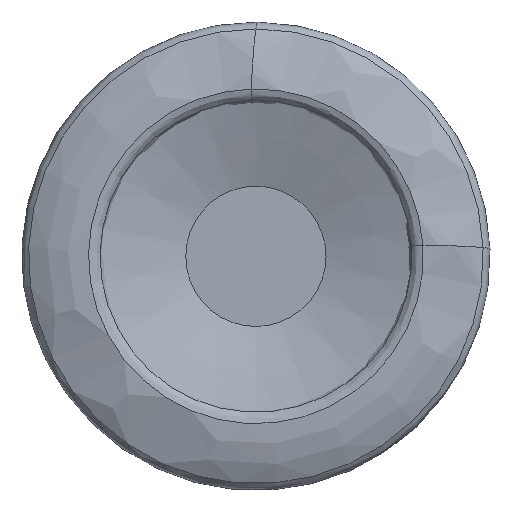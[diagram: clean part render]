
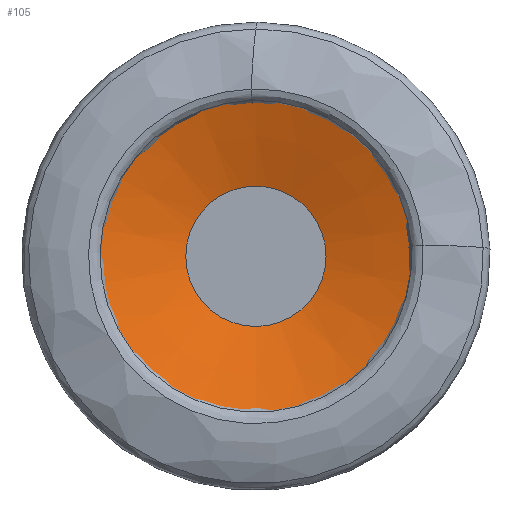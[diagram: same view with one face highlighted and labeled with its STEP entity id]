
A CAD part, left-side view. The second image highlights one B-rep face of the part: STEP entity #105.
In plain terms, the highlighted conical face has half-angle 72 degrees and reference radius 24.006 mm.
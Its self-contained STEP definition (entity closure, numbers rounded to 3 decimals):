
#82=CONICAL_SURFACE('',#395,24.006,72.);
#83=FACE_BOUND('',#154,.T.);
#84=FACE_BOUND('',#155,.T.);
#105=ADVANCED_FACE('',(#83,#84),#82,.F.);
#154=EDGE_LOOP('',(#192));
#155=EDGE_LOOP('',(#193));
#192=ORIENTED_EDGE('',*,*,#304,.F.);
#193=ORIENTED_EDGE('',*,*,#305,.T.);
#277=VERTEX_POINT('',#556);
#278=VERTEX_POINT('',#559);
#304=EDGE_CURVE('',#277,#277,#347,.T.);
#305=EDGE_CURVE('',#278,#278,#348,.T.);
#347=CIRCLE('',#392,9.882);
#348=CIRCLE('',#394,24.006);
#392=AXIS2_PLACEMENT_3D('',#555,#448,#449);
#394=AXIS2_PLACEMENT_3D('',#558,#452,#453);
#395=AXIS2_PLACEMENT_3D('',#560,#454,#455);
#448=DIRECTION('',(-1.,0.,0.));
#449=DIRECTION('',(0.,0.,1.));
#452=DIRECTION('',(-1.,0.,0.));
#453=DIRECTION('',(0.,0.,1.));
#454=DIRECTION('',(-1.,0.,0.));
#455=DIRECTION('',(0.,0.,1.));
#555=CARTESIAN_POINT('',(5.439,0.,0.));
#556=CARTESIAN_POINT('',(5.439,0.,9.882));
#558=CARTESIAN_POINT('',(0.85,0.,0.));
#559=CARTESIAN_POINT('',(0.85,0.,24.006));
#560=CARTESIAN_POINT('',(0.85,0.,0.));
